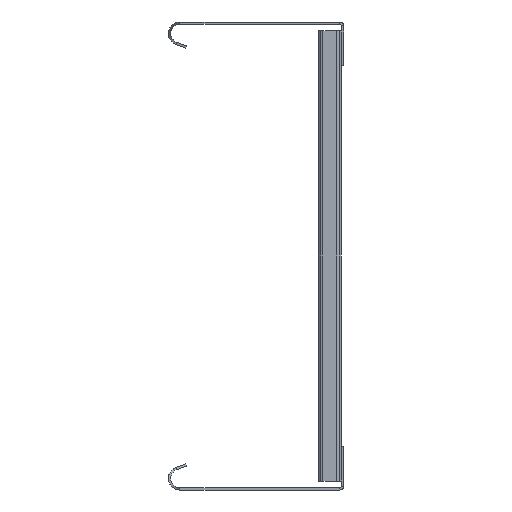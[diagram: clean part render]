
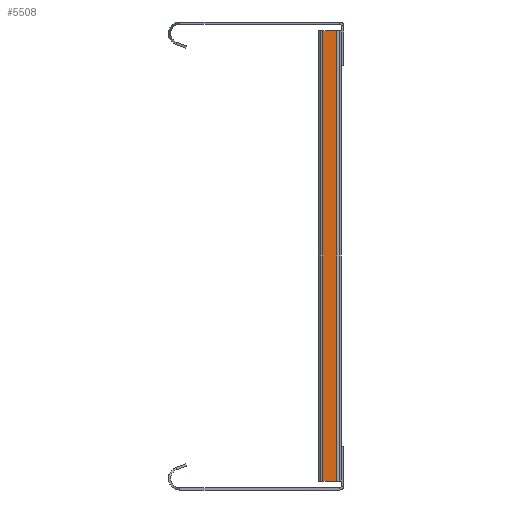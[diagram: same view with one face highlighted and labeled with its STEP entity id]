
A CAD part, left-side view. The second image highlights one B-rep face of the part: STEP entity #5508.
In plain terms, the highlighted planar face has unit normal (-1, 0, 0).
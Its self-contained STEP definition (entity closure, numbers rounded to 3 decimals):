
#233 = PLANE ( 'NONE',  #2978 ) ;
#495 = VERTEX_POINT ( 'NONE', #1891 ) ;
#623 = CARTESIAN_POINT ( 'NONE',  ( -15., 3., -146.5 ) ) ;
#735 = DIRECTION ( 'NONE',  ( 1., 0., 0. ) ) ;
#873 = EDGE_CURVE ( 'NONE', #3976, #1932, #1232, .T. ) ;
#874 = DIRECTION ( 'NONE',  ( 0., 0., 1. ) ) ;
#1021 = DIRECTION ( 'NONE',  ( 0., 1., 0. ) ) ;
#1195 = DIRECTION ( 'NONE',  ( 0., 0., 1. ) ) ;
#1232 = LINE ( 'NONE', #623, #1274 ) ;
#1274 = VECTOR ( 'NONE', #6901, 1000. ) ;
#1891 = CARTESIAN_POINT ( 'NONE',  ( -15., 12., 146.5 ) ) ;
#1932 = VERTEX_POINT ( 'NONE', #3774 ) ;
#1964 = EDGE_CURVE ( 'NONE', #1932, #495, #7062, .T. ) ;
#2675 = ORIENTED_EDGE ( 'NONE', *, *, #873, .F. ) ;
#2978 = AXIS2_PLACEMENT_3D ( 'NONE', #4256, #735, #4843 ) ;
#3096 = EDGE_LOOP ( 'NONE', ( #3137, #3643, #2675, #4920 ) ) ;
#3137 = ORIENTED_EDGE ( 'NONE', *, *, #3812, .T. ) ;
#3467 = FACE_OUTER_BOUND ( 'NONE', #3096, .T. ) ;
#3643 = ORIENTED_EDGE ( 'NONE', *, *, #1964, .F. ) ;
#3774 = CARTESIAN_POINT ( 'NONE',  ( -15., 12., -146.5 ) ) ;
#3812 = EDGE_CURVE ( 'NONE', #5228, #495, #5316, .T. ) ;
#3888 = CARTESIAN_POINT ( 'NONE',  ( -15., 12., -146.5 ) ) ;
#3976 = VERTEX_POINT ( 'NONE', #4690 ) ;
#4055 = EDGE_CURVE ( 'NONE', #3976, #5228, #5059, .T. ) ;
#4256 = CARTESIAN_POINT ( 'NONE',  ( -15., 3., -146.5 ) ) ;
#4690 = CARTESIAN_POINT ( 'NONE',  ( -15., 3., -146.5 ) ) ;
#4843 = DIRECTION ( 'NONE',  ( 0., 0., -1. ) ) ;
#4846 = CARTESIAN_POINT ( 'NONE',  ( -15., 3., 146.5 ) ) ;
#4920 = ORIENTED_EDGE ( 'NONE', *, *, #4055, .T. ) ;
#5054 = VECTOR ( 'NONE', #1195, 1000. ) ;
#5059 = LINE ( 'NONE', #5326, #5054 ) ;
#5143 = CARTESIAN_POINT ( 'NONE',  ( -15., 3., 146.5 ) ) ;
#5228 = VERTEX_POINT ( 'NONE', #4846 ) ;
#5316 = LINE ( 'NONE', #5143, #5345 ) ;
#5326 = CARTESIAN_POINT ( 'NONE',  ( -15., 3., -146.5 ) ) ;
#5345 = VECTOR ( 'NONE', #1021, 1000. ) ;
#5508 = ADVANCED_FACE ( 'NONE', ( #3467 ), #233, .F. ) ;
#6901 = DIRECTION ( 'NONE',  ( 0., 1., 0. ) ) ;
#7062 = LINE ( 'NONE', #3888, #7108 ) ;
#7108 = VECTOR ( 'NONE', #874, 1000. ) ;
